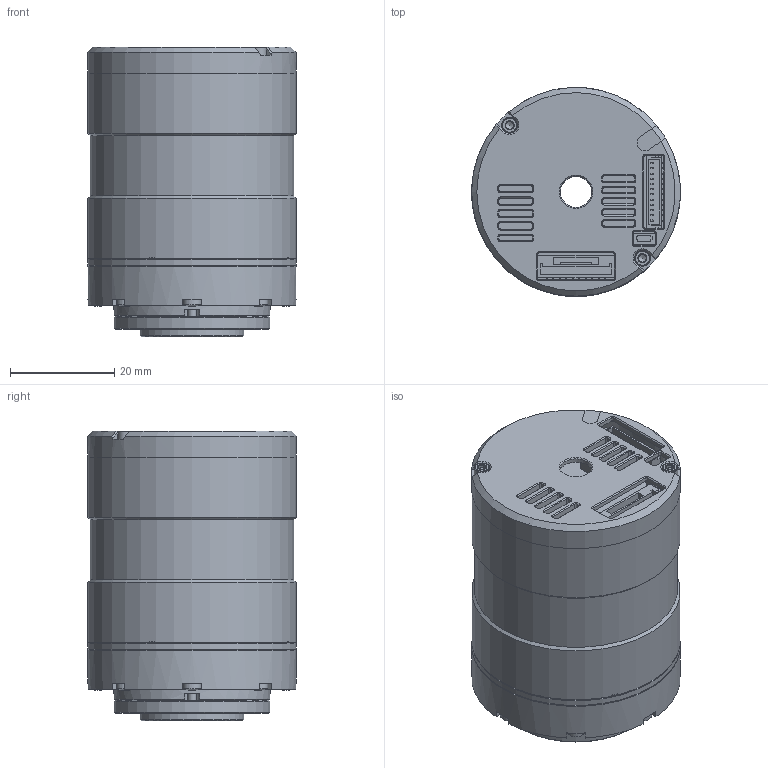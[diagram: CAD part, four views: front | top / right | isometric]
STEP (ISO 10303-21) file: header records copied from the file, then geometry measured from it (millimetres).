
FILE_DESCRIPTION(/* description */ ('STEP AP203','CAx-IF Rec.Pracs.---Representation and Presentation of Product Manufacturing Information (PMI)---4.0---2014-10-13'),/* implementation_level */ '2;1');
FILE_NAME(/* name */ 'TA08.step',/* time_stamp */ '2025-01-15T21:18:40+08:00',/* author */ (''),/* organization */ (''),/* preprocessor_version */ 'ST-DEVELOPER v20',/* originating_system */ 'Autodesk Translation Framework v13.20.0.188',/* authorisation */ '');
FILE_SCHEMA (('AP242_MANAGED_MODEL_BASED_3D_ENGINEERING_MIM_LF { 1 0 10303 442 1 1 4 }'));
Length unit declared in the file: millimetre
Products named in the file (35): E30-H08-2BS-000; E30-H08-2BS_001CH; SHD-08-¼õËÙÆ÷×Ü³É
_îAÔO; SHD-08½»²æÖá³Ð_îAÔ
O; SHD-08-½»²æÖá³ÐÍâ
È¦; SHD-08-½»²æÖá³ÐÄÚ
È¦; SHD-08-½»²æÖá³Ð¶Â
Í·; Ê®×ÖÔ²Í·ÂÝ¶
¤M1.6¡Á4_îAÔO; 2.0-¹öÖé_îAÔO; B-2.0-¹öÖé_îAÔO; SHD-08-ÈáÂÖSLDPRT_îAÔO; SHD-08-¸ÖÂÖ; Ô²Í·M2¡Á4_îAÔO; 32.0x1.5OÐÍÈ¦_îAÔO; E30-H08-2BS_002; PCB; Board; T12; bm12_asm; BM12B-SRSS-TB; P30; asm-bm10-ghr_asm; BM10B-GHS-TBT; T5; asm-bm03b-sur_asm; BM03B-SURS-TF; ta08后盖 v1; 导光柱; 螺丝组件; GB823-88Ê®×Ö²ÛÐ¡ÅÌ
Í·ÂÝ¶¤M2¡Á12; Ê®×ÖÔ²Í·ÂÝ¶
¤M1.6¡Á6_îAÔO; SNS-M1.6-6; SNS-M1.6-6_1; SNS-M1.6-6_2; Ïú¶¤¦Õ2¡Á4.8
Assembly tree (95 placements, depth 5):
  E30-H08-2BS-000
    E30-H08-2BS_001CH
    SHD-08-¼õËÙÆ÷×Ü³É
_îAÔO
      SHD-08½»²æÖá³Ð_îAÔ
O
        SHD-08-½»²æÖá³ÐÍâ
È¦
        SHD-08-½»²æÖá³ÐÄÚ
È¦
        SHD-08-½»²æÖá³Ð¶Â
Í·
        Ê®×ÖÔ²Í·ÂÝ¶
¤M1.6¡Á4_îAÔO
        B-2.0-¹öÖé_îAÔO  x23
        2.0-¹öÖé_îAÔO  x23
      SHD-08-ÈáÂÖSLDPRT_îAÔO
      SHD-08-¸ÖÂÖ
      Ô²Í·M2¡Á4_îAÔO  x4
      32.0x1.5OÐÍÈ¦_îAÔO
    E30-H08-2BS_002
    PCB
      Board
      T12
        bm12_asm
          BM12B-SRSS-TB
      P30
        asm-bm10-ghr_asm
          BM10B-GHS-TBT
      T5
        asm-bm03b-sur_asm
          BM03B-SURS-TF
    ta08后盖 v1
      导光柱
    螺丝组件
      GB823-88Ê®×Ö²ÛÐ¡ÅÌ
Í·ÂÝ¶¤M2¡Á12  x8
      Ê®×ÖÔ²Í·ÂÝ¶
¤M1.6¡Á6_îAÔO  x4
      SNS-M1.6-6
        SNS-M1.6-6_2
      SNS-M1.6-6_1
        SNS-M1.6-6_2
      Ïú¶¤¦Õ2¡Á4.8  x4
Bounding box: 40 x 40 x 55.55 mm (x, y, z)
Volume: 17028.9 mm3; surface area: 32177.3 mm2
Topology: 81 solids, 135 shells, 1868 faces, 4595 edges, 3002 vertices
Faces by surface type: plane 1246, cylinder 305, cone 175, torus 106, bspline 28, sphere 8
Full cylindrical faces by diameter (mm): 0.5 x2, 1.25 x13, 1.6 x15, 1.7 x1, 1.732 x8, 1.8 x26, 2 x70, 2.2 x8, 2.3 x16, 2.8 x5, 3 x2, 3.3 x4, 3.5 x8, 3.8 x4, 6 x3, 19.63 x1, 19.93 x1, 20 x1, 20.3 x1, 20.75 x1, 21.5 x1, 23 x1, 24 x2, 27.6 x1, 30 x3, 30.6 x1, 31 x3, 32.7 x1, 33.4 x1, 36.1 x1
Entity records: 42973 total; most frequent: CARTESIAN_POINT 8109, DIRECTION 6944, ORIENTED_EDGE 6825, EDGE_CURVE 3449, LINE 2660, VECTOR 2660, VERTEX_POINT 2263, AXIS2_PLACEMENT_3D 2142
